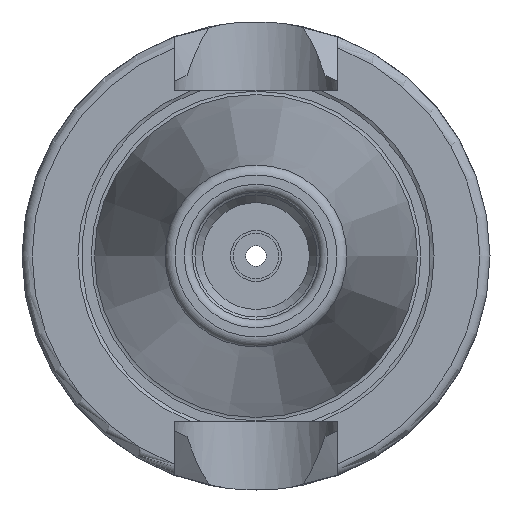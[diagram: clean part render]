
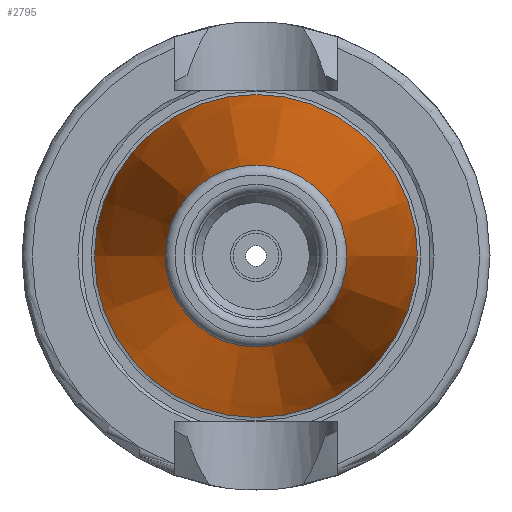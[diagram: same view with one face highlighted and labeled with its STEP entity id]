
A CAD part, left-side view. The second image highlights one B-rep face of the part: STEP entity #2795.
In plain terms, the highlighted conical face has half-angle 8.297 degrees and reference radius 12.408 mm.
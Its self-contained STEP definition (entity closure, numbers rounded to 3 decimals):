
#1271=CARTESIAN_POINT('',(0.0,15.875,0.0));
#1272=VERTEX_POINT('',#1271);
#1273=CARTESIAN_POINT('',(0.0,0.0,0.0));
#1274=DIRECTION('',(1.0,0.0,0.0));
#1275=DIRECTION('',(0.0,1.0,0.0));
#1276=AXIS2_PLACEMENT_3D('',#1273,#1274,#1275);
#1277=CIRCLE('',#1276,15.875);
#1278=EDGE_CURVE('',#1272,#1272,#1277,.T.);
#2769=CARTESIAN_POINT('',(-47.544,8.941,0.0));
#2770=VERTEX_POINT('',#2769);
#2771=CARTESIAN_POINT('',(-47.544,0.0,0.0));
#2772=DIRECTION('',(1.0,0.0,0.0));
#2773=DIRECTION('',(0.0,1.0,0.0));
#2774=AXIS2_PLACEMENT_3D('',#2771,#2772,#2773);
#2775=CIRCLE('',#2774,8.941);
#2776=EDGE_CURVE('',#2770,#2770,#2775,.T.);
#2784=CARTESIAN_POINT('',(-23.772,0.0,0.0));
#2785=DIRECTION('',(1.0,0.0,0.0));
#2786=DIRECTION('',(0.0,1.0,0.0));
#2787=AXIS2_PLACEMENT_3D('',#2784,#2785,#2786);
#2788=CONICAL_SURFACE('',#2787,12.408,8.297);
#2789=ORIENTED_EDGE('',*,*,#1278,.F.);
#2790=EDGE_LOOP('',(#2789));
#2791=FACE_OUTER_BOUND('',#2790,.T.);
#2792=ORIENTED_EDGE('',*,*,#2776,.T.);
#2793=EDGE_LOOP('',(#2792));
#2794=FACE_BOUND('',#2793,.T.);
#2795=ADVANCED_FACE('',(#2791,#2794),#2788,.T.);
